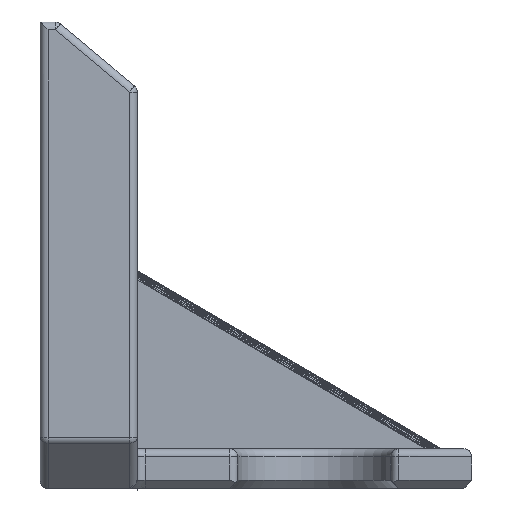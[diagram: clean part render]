
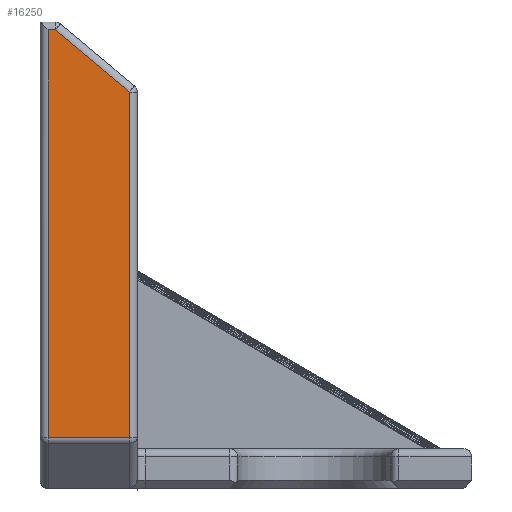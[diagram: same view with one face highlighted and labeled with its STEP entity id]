
A CAD part, front view. The second image highlights one B-rep face of the part: STEP entity #16250.
In plain terms, the highlighted face is planar.
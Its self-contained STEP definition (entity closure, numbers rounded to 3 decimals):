
#446=FACE_OUTER_BOUND('',#1782,.T.);
#1782=EDGE_LOOP('',(#10976,#10977,#10978,#10979,#10980));
#3239=LINE('',#24650,#5329);
#3256=LINE('',#24700,#5346);
#3257=LINE('',#24704,#5347);
#3258=LINE('',#24706,#5348);
#3259=LINE('',#24707,#5349);
#5329=VECTOR('',#19582,1.);
#5346=VECTOR('',#19631,10.);
#5347=VECTOR('',#19636,10.);
#5348=VECTOR('',#19637,10.);
#5349=VECTOR('',#19638,10.);
#7360=VERTEX_POINT('',#24619);
#7373=VERTEX_POINT('',#24648);
#7390=VERTEX_POINT('',#24699);
#7391=VERTEX_POINT('',#24703);
#7392=VERTEX_POINT('',#24705);
#8432=EDGE_CURVE('',#7373,#7360,#3239,.T.);
#8457=EDGE_CURVE('',#7360,#7390,#3256,.T.);
#8459=EDGE_CURVE('',#7391,#7373,#3257,.T.);
#8460=EDGE_CURVE('',#7392,#7391,#3258,.T.);
#8461=EDGE_CURVE('',#7390,#7392,#3259,.T.);
#10976=ORIENTED_EDGE('',*,*,#8432,.F.);
#10977=ORIENTED_EDGE('',*,*,#8459,.F.);
#10978=ORIENTED_EDGE('',*,*,#8460,.F.);
#10979=ORIENTED_EDGE('',*,*,#8461,.F.);
#10980=ORIENTED_EDGE('',*,*,#8457,.F.);
#14966=PLANE('',#17668);
#16250=ADVANCED_FACE('',(#446),#14966,.F.);
#17668=AXIS2_PLACEMENT_3D('',#24702,#19634,#19635);
#19582=DIRECTION('',(1.,0.,0.));
#19631=DIRECTION('',(0.766,-0.643,0.));
#19634=DIRECTION('center_axis',(0.,0.,
-1.));
#19635=DIRECTION('ref_axis',(0.,1.,0.));
#19636=DIRECTION('',(0.,1.,0.));
#19637=DIRECTION('',(-1.,0.,0.));
#19638=DIRECTION('',(0.,-1.,0.));
#24619=CARTESIAN_POINT('',(-33.089,36.304,118.602));
#24648=CARTESIAN_POINT('',(-34.,36.304,118.602));
#24650=CARTESIAN_POINT('',(-28.862,36.304,118.602));
#24699=CARTESIAN_POINT('',(-23.725,28.447,118.602));
#24700=CARTESIAN_POINT('',(-15.601,21.63,118.602));
#24702=CARTESIAN_POINT('Origin',(-35.,-27.415,118.602));
#24703=CARTESIAN_POINT('',(-34.,-15.282,118.602));
#24704=CARTESIAN_POINT('',(-34.,-24.355,118.602));
#24705=CARTESIAN_POINT('',(-23.725,-15.282,118.602));
#24706=CARTESIAN_POINT('',(-35.,-15.282,118.602));
#24707=CARTESIAN_POINT('',(-23.725,-23.902,118.602));
